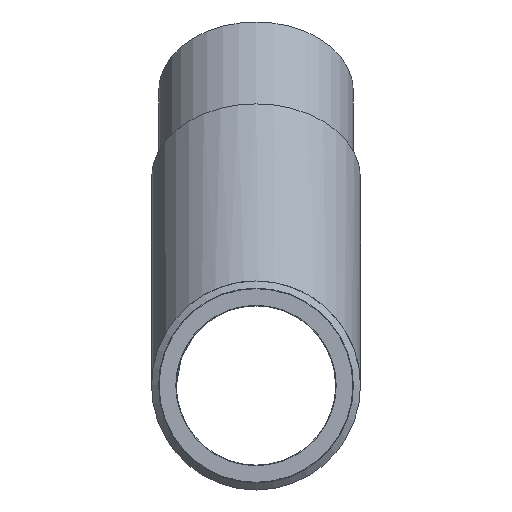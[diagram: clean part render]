
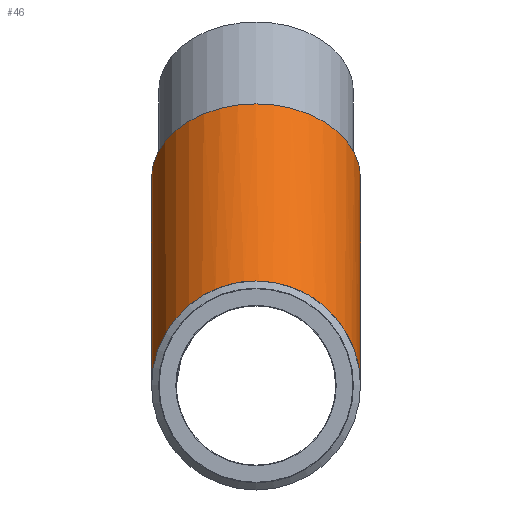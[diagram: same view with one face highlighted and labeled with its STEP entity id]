
A CAD part, left-side view. The second image highlights one B-rep face of the part: STEP entity #46.
In plain terms, the highlighted cylindrical face has radius 96.567 mm (diameter 193.133 mm), a full revolution.
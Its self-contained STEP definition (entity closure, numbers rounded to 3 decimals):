
#46 = ADVANCED_FACE( '', ( #104, #105 ), #106, .T. );
#104 = FACE_OUTER_BOUND( '', #185, .T. );
#105 = FACE_OUTER_BOUND( '', #186, .T. );
#106 = CYLINDRICAL_SURFACE( '', #187, 96.567 );
#185 = EDGE_LOOP( '', ( #265 ) );
#186 = EDGE_LOOP( '', ( #266, #267 ) );
#187 = AXIS2_PLACEMENT_3D( '', #268, #269, #270 );
#265 = ORIENTED_EDGE( '', *, *, #372, .F. );
#266 = ORIENTED_EDGE( '', *, *, #367, .T. );
#267 = ORIENTED_EDGE( '', *, *, #366, .T. );
#268 = CARTESIAN_POINT( '', ( 451.236, 0., 272.236 ) );
#269 = DIRECTION( '', ( -0.707, 0., -0.707 ) );
#270 = DIRECTION( '', ( 0.707, 0., -0.707 ) );
#366 = EDGE_CURVE( '', #406, #407, #408, .T. );
#367 = EDGE_CURVE( '', #407, #406, #409, .F. );
#372 = EDGE_CURVE( '', #416, #416, #417, .T. );
#406 = VERTEX_POINT( '', #466 );
#407 = VERTEX_POINT( '', #467 );
#408 = ELLIPSE( '', #468, 104.523, 96.567 );
#409 = ELLIPSE( '', #469, 252.34, 96.567 );
#416 = VERTEX_POINT( '', #476 );
#417 = CIRCLE( '', #477, 96.567 );
#466 = CARTESIAN_POINT( '', ( 179., 96.567, 0. ) );
#467 = CARTESIAN_POINT( '', ( 179., -96.567, 0. ) );
#468 = AXIS2_PLACEMENT_3D( '', #526, #527, #528 );
#469 = AXIS2_PLACEMENT_3D( '', #529, #530, #531 );
#476 = CARTESIAN_POINT( '', ( 439.215, 0., 123.65 ) );
#477 = AXIS2_PLACEMENT_3D( '', #538, #539, #540 );
#526 = CARTESIAN_POINT( '', ( 179., 0., 0. ) );
#527 = DIRECTION( '', ( 0.924, 0., 0.383 ) );
#528 = DIRECTION( '', ( 0.383, 0., -0.924 ) );
#529 = CARTESIAN_POINT( '', ( 179., 0., 0. ) );
#530 = DIRECTION( '', ( 0.383, 0., -0.924 ) );
#531 = DIRECTION( '', ( 0.924, 0., 0.383 ) );
#538 = CARTESIAN_POINT( '', ( 370.932, 0., 191.932 ) );
#539 = DIRECTION( '', ( 0.707, 0., 0.707 ) );
#540 = DIRECTION( '', ( 0.707, 0., -0.707 ) );
